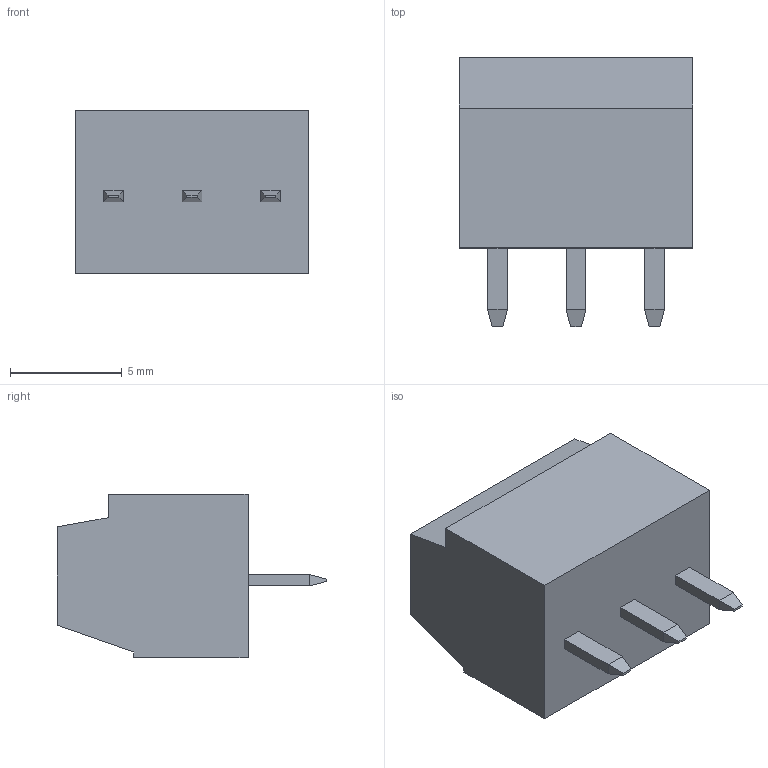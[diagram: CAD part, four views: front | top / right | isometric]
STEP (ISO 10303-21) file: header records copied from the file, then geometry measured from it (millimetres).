
FILE_DESCRIPTION((''),'2;1');
FILE_NAME('393570003','2015-01-07T',('me'),(''),'PRO/ENGINEER BY PARAMETRIC TECHNOLOGY CORPORATION, 2011490','PRO/ENGINEER BY PARAMETRIC TECHNOLOGY CORPORATION, 2011490','');
FILE_SCHEMA(('CONFIG_CONTROL_DESIGN'));
Length unit declared in the file: inch
Products named in the file (1): 393570003
Bounding box: 10.41 x 12.01 x 7.29 mm (x, y, z)
Volume: 519 mm3; surface area: 590.6 mm2
Topology: 1 solids, 1 shells, 91 faces, 219 edges, 142 vertices
Faces by surface type: plane 79, cone 6, cylinder 6
Entity records: 2623 total; most frequent: CARTESIAN_POINT 441, DIRECTION 439, ORIENTED_EDGE 420, EDGE_CURVE 210, VECTOR 183, LINE 183, VERTEX_POINT 130, AXIS2_PLACEMENT_3D 128
